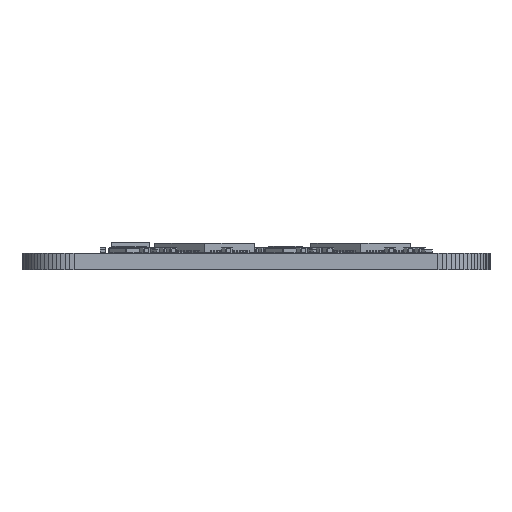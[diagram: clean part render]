
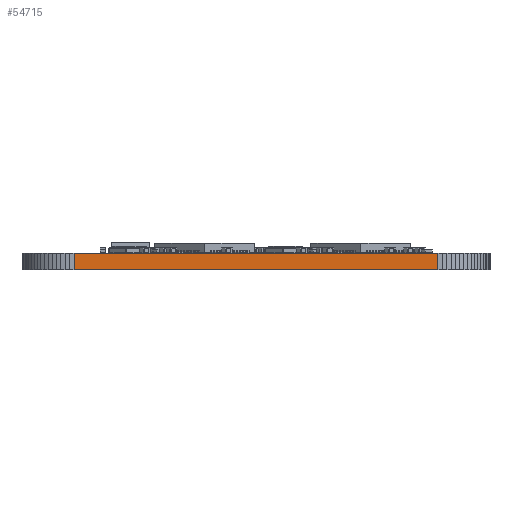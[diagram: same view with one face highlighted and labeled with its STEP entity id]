
A CAD part, front view. The second image highlights one B-rep face of the part: STEP entity #54715.
In plain terms, the highlighted planar face has unit normal (0, -1, 0).
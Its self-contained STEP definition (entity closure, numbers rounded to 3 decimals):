
#42908 = PLANE('',#42909);
#42909 = AXIS2_PLACEMENT_3D('',#42910,#42911,#42912);
#42910 = CARTESIAN_POINT('',(138.78,-74.189,1.6));
#42911 = DIRECTION('',(-0.,-0.,-1.));
#42912 = DIRECTION('',(-1.,0.,0.));
#42962 = PLANE('',#42963);
#42963 = AXIS2_PLACEMENT_3D('',#42964,#42965,#42966);
#42964 = CARTESIAN_POINT('',(138.78,-74.189,0.));
#42965 = DIRECTION('',(-0.,-0.,-1.));
#42966 = DIRECTION('',(-1.,0.,0.));
#45059 = VERTEX_POINT('',#45060);
#45060 = CARTESIAN_POINT('',(156.659,-93.09,0.));
#45074 = PLANE('',#45075);
#45075 = AXIS2_PLACEMENT_3D('',#45076,#45077,#45078);
#45076 = CARTESIAN_POINT('',(157.105,-93.071,0.));
#45077 = DIRECTION('',(0.044,-0.999,0.));
#45078 = DIRECTION('',(-0.999,-0.044,0.));
#45086 = EDGE_CURVE('',#45059,#45087,#45089,.T.);
#45087 = VERTEX_POINT('',#45088);
#45088 = CARTESIAN_POINT('',(120.901,-93.09,0.));
#45089 = SURFACE_CURVE('',#45090,(#45094,#45101),.PCURVE_S1.);
#45090 = LINE('',#45091,#45092);
#45091 = CARTESIAN_POINT('',(156.659,-93.09,0.));
#45092 = VECTOR('',#45093,1.);
#45093 = DIRECTION('',(-1.,0.,0.));
#45094 = PCURVE('',#42962,#45095);
#45095 = DEFINITIONAL_REPRESENTATION('',(#45096),#45100);
#45096 = LINE('',#45097,#45098);
#45097 = CARTESIAN_POINT('',(-17.879,-18.901));
#45098 = VECTOR('',#45099,1.);
#45099 = DIRECTION('',(1.,0.));
#45100 = ( GEOMETRIC_REPRESENTATION_CONTEXT(2) 
PARAMETRIC_REPRESENTATION_CONTEXT() REPRESENTATION_CONTEXT('2D SPACE',''
  ) );
#45101 = PCURVE('',#45102,#45107);
#45102 = PLANE('',#45103);
#45103 = AXIS2_PLACEMENT_3D('',#45104,#45105,#45106);
#45104 = CARTESIAN_POINT('',(156.659,-93.09,0.));
#45105 = DIRECTION('',(0.,-1.,0.));
#45106 = DIRECTION('',(-1.,0.,0.));
#45107 = DEFINITIONAL_REPRESENTATION('',(#45108),#45112);
#45108 = LINE('',#45109,#45110);
#45109 = CARTESIAN_POINT('',(0.,-0.));
#45110 = VECTOR('',#45111,1.);
#45111 = DIRECTION('',(1.,0.));
#45112 = ( GEOMETRIC_REPRESENTATION_CONTEXT(2) 
PARAMETRIC_REPRESENTATION_CONTEXT() REPRESENTATION_CONTEXT('2D SPACE',''
  ) );
#45130 = PLANE('',#45131);
#45131 = AXIS2_PLACEMENT_3D('',#45132,#45133,#45134);
#45132 = CARTESIAN_POINT('',(120.901,-93.09,0.));
#45133 = DIRECTION('',(-0.044,-0.999,0.));
#45134 = DIRECTION('',(-0.999,0.044,0.));
#48983 = VERTEX_POINT('',#48984);
#48984 = CARTESIAN_POINT('',(156.659,-93.09,1.6));
#49005 = EDGE_CURVE('',#48983,#49006,#49008,.T.);
#49006 = VERTEX_POINT('',#49007);
#49007 = CARTESIAN_POINT('',(120.901,-93.09,1.6));
#49008 = SURFACE_CURVE('',#49009,(#49013,#49020),.PCURVE_S1.);
#49009 = LINE('',#49010,#49011);
#49010 = CARTESIAN_POINT('',(156.659,-93.09,1.6));
#49011 = VECTOR('',#49012,1.);
#49012 = DIRECTION('',(-1.,0.,0.));
#49013 = PCURVE('',#42908,#49014);
#49014 = DEFINITIONAL_REPRESENTATION('',(#49015),#49019);
#49015 = LINE('',#49016,#49017);
#49016 = CARTESIAN_POINT('',(-17.879,-18.901));
#49017 = VECTOR('',#49018,1.);
#49018 = DIRECTION('',(1.,0.));
#49019 = ( GEOMETRIC_REPRESENTATION_CONTEXT(2) 
PARAMETRIC_REPRESENTATION_CONTEXT() REPRESENTATION_CONTEXT('2D SPACE',''
  ) );
#49020 = PCURVE('',#45102,#49021);
#49021 = DEFINITIONAL_REPRESENTATION('',(#49022),#49026);
#49022 = LINE('',#49023,#49024);
#49023 = CARTESIAN_POINT('',(0.,-1.6));
#49024 = VECTOR('',#49025,1.);
#49025 = DIRECTION('',(1.,0.));
#49026 = ( GEOMETRIC_REPRESENTATION_CONTEXT(2) 
PARAMETRIC_REPRESENTATION_CONTEXT() REPRESENTATION_CONTEXT('2D SPACE',''
  ) );
#54667 = EDGE_CURVE('',#45059,#48983,#54668,.T.);
#54668 = SURFACE_CURVE('',#54669,(#54673,#54680),.PCURVE_S1.);
#54669 = LINE('',#54670,#54671);
#54670 = CARTESIAN_POINT('',(156.659,-93.09,0.));
#54671 = VECTOR('',#54672,1.);
#54672 = DIRECTION('',(0.,0.,1.));
#54673 = PCURVE('',#45074,#54674);
#54674 = DEFINITIONAL_REPRESENTATION('',(#54675),#54679);
#54675 = LINE('',#54676,#54677);
#54676 = CARTESIAN_POINT('',(0.447,0.));
#54677 = VECTOR('',#54678,1.);
#54678 = DIRECTION('',(0.,-1.));
#54679 = ( GEOMETRIC_REPRESENTATION_CONTEXT(2) 
PARAMETRIC_REPRESENTATION_CONTEXT() REPRESENTATION_CONTEXT('2D SPACE',''
  ) );
#54680 = PCURVE('',#45102,#54681);
#54681 = DEFINITIONAL_REPRESENTATION('',(#54682),#54686);
#54682 = LINE('',#54683,#54684);
#54683 = CARTESIAN_POINT('',(0.,-0.));
#54684 = VECTOR('',#54685,1.);
#54685 = DIRECTION('',(0.,-1.));
#54686 = ( GEOMETRIC_REPRESENTATION_CONTEXT(2) 
PARAMETRIC_REPRESENTATION_CONTEXT() REPRESENTATION_CONTEXT('2D SPACE',''
  ) );
#54715 = ADVANCED_FACE('',(#54716),#45102,.T.);
#54716 = FACE_BOUND('',#54717,.T.);
#54717 = EDGE_LOOP('',(#54718,#54719,#54720,#54741));
#54718 = ORIENTED_EDGE('',*,*,#54667,.T.);
#54719 = ORIENTED_EDGE('',*,*,#49005,.T.);
#54720 = ORIENTED_EDGE('',*,*,#54721,.F.);
#54721 = EDGE_CURVE('',#45087,#49006,#54722,.T.);
#54722 = SURFACE_CURVE('',#54723,(#54727,#54734),.PCURVE_S1.);
#54723 = LINE('',#54724,#54725);
#54724 = CARTESIAN_POINT('',(120.901,-93.09,0.));
#54725 = VECTOR('',#54726,1.);
#54726 = DIRECTION('',(0.,0.,1.));
#54727 = PCURVE('',#45102,#54728);
#54728 = DEFINITIONAL_REPRESENTATION('',(#54729),#54733);
#54729 = LINE('',#54730,#54731);
#54730 = CARTESIAN_POINT('',(35.758,0.));
#54731 = VECTOR('',#54732,1.);
#54732 = DIRECTION('',(0.,-1.));
#54733 = ( GEOMETRIC_REPRESENTATION_CONTEXT(2) 
PARAMETRIC_REPRESENTATION_CONTEXT() REPRESENTATION_CONTEXT('2D SPACE',''
  ) );
#54734 = PCURVE('',#45130,#54735);
#54735 = DEFINITIONAL_REPRESENTATION('',(#54736),#54740);
#54736 = LINE('',#54737,#54738);
#54737 = CARTESIAN_POINT('',(0.,0.));
#54738 = VECTOR('',#54739,1.);
#54739 = DIRECTION('',(0.,-1.));
#54740 = ( GEOMETRIC_REPRESENTATION_CONTEXT(2) 
PARAMETRIC_REPRESENTATION_CONTEXT() REPRESENTATION_CONTEXT('2D SPACE',''
  ) );
#54741 = ORIENTED_EDGE('',*,*,#45086,.F.);
